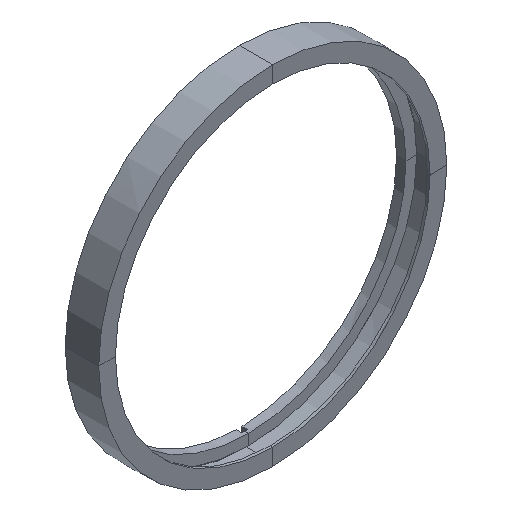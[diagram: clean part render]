
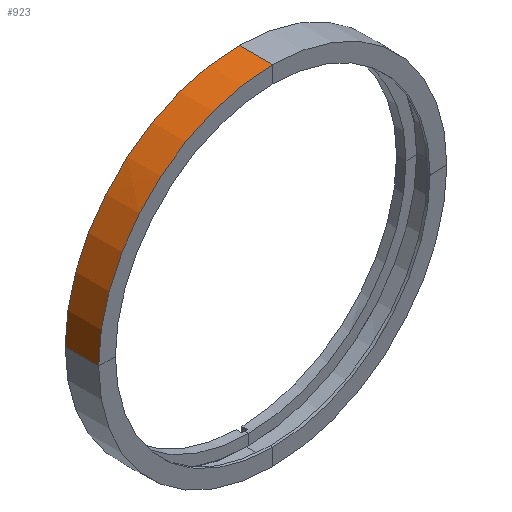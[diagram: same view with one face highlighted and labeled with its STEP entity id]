
A CAD part, isometric view. The second image highlights one B-rep face of the part: STEP entity #923.
In plain terms, the highlighted free-form (B-spline) face has degree [2, 2] with [3, 3] control points.
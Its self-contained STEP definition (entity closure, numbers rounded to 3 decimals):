
#51 = DIRECTION ( 'NONE',  ( 0., 1., 0. ) ) ;
#251 = VECTOR ( 'NONE', #1199, 1000. ) ;
#256 = CARTESIAN_POINT ( 'NONE',  ( -26., 5., 0. ) ) ;
#326 = EDGE_CURVE ( 'NONE', #1578, #410, #1311, .T. ) ;
#400 = CARTESIAN_POINT ( 'NONE',  ( -26., 2.5, 0. ) ) ;
#410 = VERTEX_POINT ( 'NONE', #1836 ) ;
#565 = ORIENTED_EDGE ( 'NONE', *, *, #1671, .F. ) ;
#589 = DIRECTION ( 'NONE',  ( 0., 1., 0. ) ) ;
#596 = CARTESIAN_POINT ( 'NONE',  ( 0., 0., 0. ) ) ;
#701 = ORIENTED_EDGE ( 'NONE', *, *, #869, .F. ) ;
#756 = LINE ( 'NONE', #1616, #251 ) ;
#773 = CIRCLE ( 'NONE', #870, 26. ) ;
#787 = FACE_OUTER_BOUND ( 'NONE', #1145, .T. ) ;
#823 = CARTESIAN_POINT ( 'NONE',  ( 0., 2.5, 26. ) ) ;
#861 = VERTEX_POINT ( 'NONE', #948 ) ;
#869 = EDGE_CURVE ( 'NONE', #1578, #1609, #1212, .T. ) ;
#870 = AXIS2_PLACEMENT_3D ( 'NONE', #596, #589, #1628 ) ;
#923 = ADVANCED_FACE ( 'NONE', ( #787 ), #1839, .T. ) ;
#924 = CARTESIAN_POINT ( 'NONE',  ( 0., 5., 0. ) ) ;
#948 = CARTESIAN_POINT ( 'NONE',  ( 0., 0., 26. ) ) ;
#978 = CARTESIAN_POINT ( 'NONE',  ( -26., 5., 26. ) ) ;
#1082 = DIRECTION ( 'NONE',  ( -1., 0., 0. ) ) ;
#1138 = CARTESIAN_POINT ( 'NONE',  ( 0., 5., 26. ) ) ;
#1145 = EDGE_LOOP ( 'NONE', ( #565, #701, #1795, #1449 ) ) ;
#1199 = DIRECTION ( 'NONE',  ( 0., -1., 0. ) ) ;
#1212 = CIRCLE ( 'NONE', #1279, 26. ) ;
#1279 = AXIS2_PLACEMENT_3D ( 'NONE', #924, #51, #1082 ) ;
#1284 = CARTESIAN_POINT ( 'NONE',  ( -26., 2.5, 26. ) ) ;
#1311 = LINE ( 'NONE', #1366, #1420 ) ;
#1366 = CARTESIAN_POINT ( 'NONE',  ( -26., 5., 0. ) ) ;
#1418 = CARTESIAN_POINT ( 'NONE',  ( -26., 5., 0. ) ) ;
#1420 = VECTOR ( 'NONE', #1649, 1000. ) ;
#1449 = ORIENTED_EDGE ( 'NONE', *, *, #1601, .T. ) ;
#1577 = CARTESIAN_POINT ( 'NONE',  ( -26., 0., 26. ) ) ;
#1578 = VERTEX_POINT ( 'NONE', #256 ) ;
#1601 = EDGE_CURVE ( 'NONE', #410, #861, #773, .T. ) ;
#1609 = VERTEX_POINT ( 'NONE', #1774 ) ;
#1616 = CARTESIAN_POINT ( 'NONE',  ( 0., 5., 26. ) ) ;
#1628 = DIRECTION ( 'NONE',  ( -1., 0., 0. ) ) ;
#1649 = DIRECTION ( 'NONE',  ( 0., -1., 0. ) ) ;
#1671 = EDGE_CURVE ( 'NONE', #1609, #861, #756, .T. ) ;
#1722 = CARTESIAN_POINT ( 'NONE',  ( 0., 0., 26. ) ) ;
#1774 = CARTESIAN_POINT ( 'NONE',  ( 0., 5., 26. ) ) ;
#1795 = ORIENTED_EDGE ( 'NONE', *, *, #326, .T. ) ;
#1824 = CARTESIAN_POINT ( 'NONE',  ( -26., 0., 0. ) ) ;
#1836 = CARTESIAN_POINT ( 'NONE',  ( -26., 0., 0. ) ) ;
#1839 =( BOUNDED_SURFACE ( )  B_SPLINE_SURFACE ( 2, 2, ( 
 ( #1824, #400, #1418 ),
 ( #1577, #1284, #978 ),
 ( #1722, #823, #1138 ) ),
 .UNSPECIFIED., .F., .F., .T. ) 
 B_SPLINE_SURFACE_WITH_KNOTS ( ( 3, 3 ),
 ( 3, 3 ),
 ( 0., 1. ),
 ( 0., 1. ),
 .UNSPECIFIED. ) 
 GEOMETRIC_REPRESENTATION_ITEM ( )  RATIONAL_B_SPLINE_SURFACE ( (
 ( 1., 1., 1.),
 ( 0.707, 0.707, 0.707),
 ( 1., 1., 1.) ) ) 
 REPRESENTATION_ITEM ( '' )  SURFACE ( )  );
